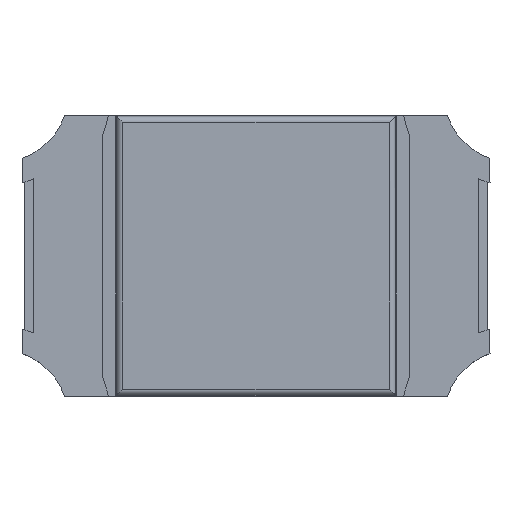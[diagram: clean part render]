
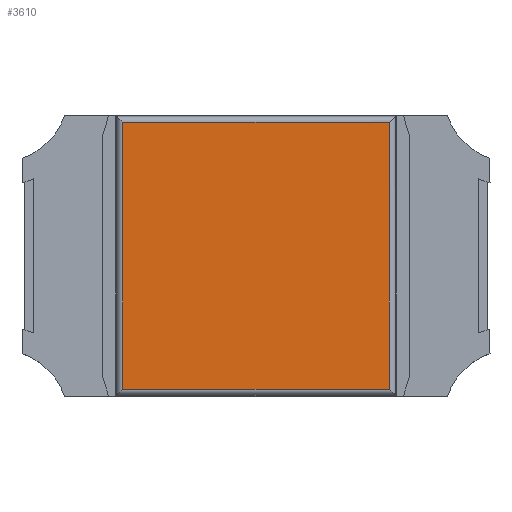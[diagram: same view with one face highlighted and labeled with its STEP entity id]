
A CAD part, top view. The second image highlights one B-rep face of the part: STEP entity #3610.
In plain terms, the highlighted planar face has unit normal (0, 0, 1).
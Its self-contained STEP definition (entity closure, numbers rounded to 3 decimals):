
#136 = ORIENTED_EDGE ( 'NONE', *, *, #193, .F. ) ;
#154 = FACE_OUTER_BOUND ( 'NONE', #2741, .T. ) ;
#193 = EDGE_CURVE ( 'NONE', #2745, #410, #1956, .T. ) ;
#209 = EDGE_CURVE ( 'NONE', #2676, #2492, #216, .T. ) ;
#216 = LINE ( 'NONE', #1242, #2801 ) ;
#316 = ORIENTED_EDGE ( 'NONE', *, *, #209, .F. ) ;
#360 = EDGE_CURVE ( 'NONE', #2492, #2745, #1740, .T. ) ;
#409 = EDGE_CURVE ( 'NONE', #410, #2676, #1207, .T. ) ;
#410 = VERTEX_POINT ( 'NONE', #3771 ) ;
#604 = ORIENTED_EDGE ( 'NONE', *, *, #360, .F. ) ;
#834 = VECTOR ( 'NONE', #2224, 1000. ) ;
#1158 = CARTESIAN_POINT ( 'NONE',  ( -0.285, -0.285, 0.14 ) ) ;
#1205 = DIRECTION ( 'NONE',  ( 0., 1., 0. ) ) ;
#1207 = LINE ( 'NONE', #3953, #2962 ) ;
#1216 = CARTESIAN_POINT ( 'NONE',  ( -0.285, -0.3, 0.14 ) ) ;
#1242 = CARTESIAN_POINT ( 'NONE',  ( 0.285, 0.3, 0.14 ) ) ;
#1313 = CARTESIAN_POINT ( 'NONE',  ( 0.285, -0.285, 0.14 ) ) ;
#1551 = CARTESIAN_POINT ( 'NONE',  ( -0.3, 0.3, 0.14 ) ) ;
#1740 = LINE ( 'NONE', #2018, #834 ) ;
#1931 = DIRECTION ( 'NONE',  ( 1., 0., 0. ) ) ;
#1947 = DIRECTION ( 'NONE',  ( 0., -1., 0. ) ) ;
#1956 = LINE ( 'NONE', #1216, #3650 ) ;
#2018 = CARTESIAN_POINT ( 'NONE',  ( 0.3, -0.285, 0.14 ) ) ;
#2033 = DIRECTION ( 'NONE',  ( 1., 0., 0. ) ) ;
#2224 = DIRECTION ( 'NONE',  ( -1., 0., 0. ) ) ;
#2419 = AXIS2_PLACEMENT_3D ( 'NONE', #1551, #3828, #1931 ) ;
#2492 = VERTEX_POINT ( 'NONE', #1313 ) ;
#2676 = VERTEX_POINT ( 'NONE', #4047 ) ;
#2741 = EDGE_LOOP ( 'NONE', ( #3598, #136, #604, #316 ) ) ;
#2745 = VERTEX_POINT ( 'NONE', #1158 ) ;
#2801 = VECTOR ( 'NONE', #1947, 1000. ) ;
#2962 = VECTOR ( 'NONE', #2033, 1000. ) ;
#3598 = ORIENTED_EDGE ( 'NONE', *, *, #409, .F. ) ;
#3610 = ADVANCED_FACE ( 'NONE', ( #154 ), #3805, .T. ) ;
#3650 = VECTOR ( 'NONE', #1205, 1000. ) ;
#3771 = CARTESIAN_POINT ( 'NONE',  ( -0.285, 0.285, 0.14 ) ) ;
#3805 = PLANE ( 'NONE',  #2419 ) ;
#3828 = DIRECTION ( 'NONE',  ( 0., 0., 1. ) ) ;
#3953 = CARTESIAN_POINT ( 'NONE',  ( -0.3, 0.285, 0.14 ) ) ;
#4047 = CARTESIAN_POINT ( 'NONE',  ( 0.285, 0.285, 0.14 ) ) ;
